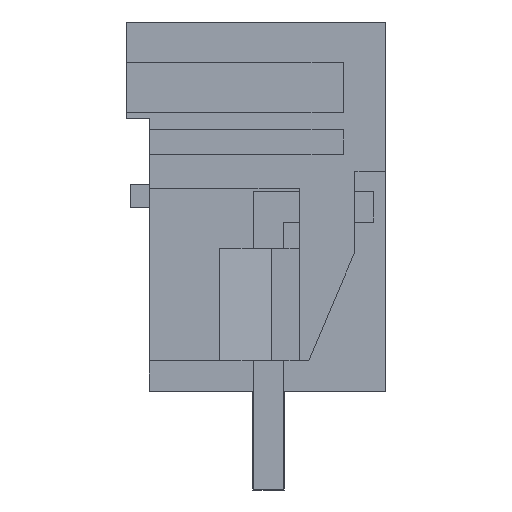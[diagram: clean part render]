
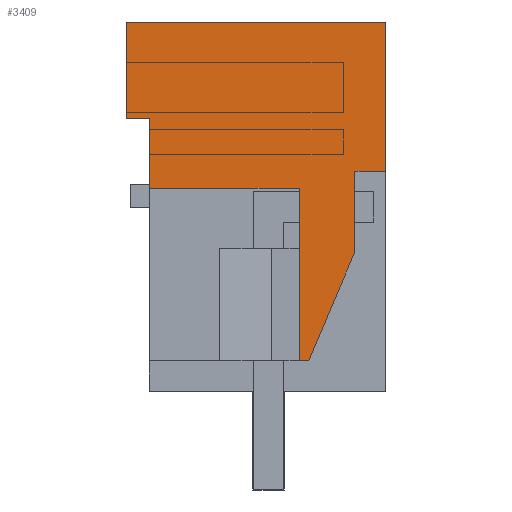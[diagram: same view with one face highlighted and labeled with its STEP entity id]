
A CAD part, left-side view. The second image highlights one B-rep face of the part: STEP entity #3409.
In plain terms, the highlighted planar face has unit normal (-1, 0, 0).
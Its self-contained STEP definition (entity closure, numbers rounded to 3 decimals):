
#3342=AXIS2_PLACEMENT_3D('Plane Axis2P3D',#3339,#3340,#3341) ;
#411=CARTESIAN_POINT('Vertex',(0.,7.68,9.8)) ;
#414=CARTESIAN_POINT('Line Origine',(0.,7.68,10.94)) ;
#418=CARTESIAN_POINT('Vertex',(0.,7.68,12.08)) ;
#3168=CARTESIAN_POINT('Vertex',(0.,2.501,4.2)) ;
#3171=CARTESIAN_POINT('Line Origine',(0.,2.655,4.2)) ;
#3175=CARTESIAN_POINT('Vertex',(0.,2.81,4.2)) ;
#3323=CARTESIAN_POINT('Vertex',(0.,2.81,9.8)) ;
#3326=CARTESIAN_POINT('Line Origine',(0.,5.245,9.8)) ;
#3339=CARTESIAN_POINT('Axis2P3D Location',(0.,8.43,1.7)) ;
#3344=CARTESIAN_POINT('Line Origine',(0.,1.752,5.968)) ;
#3348=CARTESIAN_POINT('Vertex',(0.,1.003,7.735)) ;
#3351=CARTESIAN_POINT('Line Origine',(0.,1.003,9.041)) ;
#3355=CARTESIAN_POINT('Vertex',(0.,1.003,10.346)) ;
#3358=CARTESIAN_POINT('Line Origine',(0.,0.501,10.346)) ;
#3362=CARTESIAN_POINT('Vertex',(0.,0.,10.346)) ;
#3365=CARTESIAN_POINT('Line Origine',(0.,0.,12.773)) ;
#3369=CARTESIAN_POINT('Vertex',(0.,0.,15.2)) ;
#3372=CARTESIAN_POINT('Line Origine',(0.,4.215,15.2)) ;
#3376=CARTESIAN_POINT('Vertex',(0.,8.43,15.2)) ;
#3379=CARTESIAN_POINT('Line Origine',(0.,8.43,13.64)) ;
#3383=CARTESIAN_POINT('Vertex',(0.,8.43,12.08)) ;
#3386=CARTESIAN_POINT('Line Origine',(0.,8.055,12.08)) ;
#3391=CARTESIAN_POINT('Line Origine',(0.,2.81,7.)) ;
#415=DIRECTION('Vector Direction',(0.,0.,-1.)) ;
#3172=DIRECTION('Vector Direction',(0.,1.,0.)) ;
#3327=DIRECTION('Vector Direction',(0.,1.,0.)) ;
#3340=DIRECTION('Axis2P3D Direction',(-1.,0.,0.)) ;
#3341=DIRECTION('Axis2P3D XDirection',(0.,1.,0.)) ;
#3345=DIRECTION('Vector Direction',(0.,0.39,-0.921)) ;
#3352=DIRECTION('Vector Direction',(0.,0.,-1.)) ;
#3359=DIRECTION('Vector Direction',(0.,1.,0.)) ;
#3366=DIRECTION('Vector Direction',(0.,0.,1.)) ;
#3373=DIRECTION('Vector Direction',(0.,1.,0.)) ;
#3380=DIRECTION('Vector Direction',(0.,0.,-1.)) ;
#3387=DIRECTION('Vector Direction',(0.,-1.,0.)) ;
#3392=DIRECTION('Vector Direction',(0.,0.,1.)) ;
#416=VECTOR('Line Direction',#415,1.) ;
#3173=VECTOR('Line Direction',#3172,1.) ;
#3328=VECTOR('Line Direction',#3327,1.) ;
#3346=VECTOR('Line Direction',#3345,1.) ;
#3353=VECTOR('Line Direction',#3352,1.) ;
#3360=VECTOR('Line Direction',#3359,1.) ;
#3367=VECTOR('Line Direction',#3366,1.) ;
#3374=VECTOR('Line Direction',#3373,1.) ;
#3381=VECTOR('Line Direction',#3380,1.) ;
#3388=VECTOR('Line Direction',#3387,1.) ;
#3393=VECTOR('Line Direction',#3392,1.) ;
#3397=ORIENTED_EDGE('',*,*,#3177,.F.) ;
#3398=ORIENTED_EDGE('',*,*,#3350,.F.) ;
#3399=ORIENTED_EDGE('',*,*,#3357,.F.) ;
#3400=ORIENTED_EDGE('',*,*,#3364,.F.) ;
#3401=ORIENTED_EDGE('',*,*,#3371,.T.) ;
#3402=ORIENTED_EDGE('',*,*,#3378,.T.) ;
#3403=ORIENTED_EDGE('',*,*,#3385,.T.) ;
#3404=ORIENTED_EDGE('',*,*,#3390,.T.) ;
#3405=ORIENTED_EDGE('',*,*,#420,.T.) ;
#3406=ORIENTED_EDGE('',*,*,#3330,.F.) ;
#3407=ORIENTED_EDGE('',*,*,#3395,.F.) ;
#3409=ADVANCED_FACE('HOUSING',(#3408),#3343,.T.) ;
#420=EDGE_CURVE('',#419,#412,#417,.T.) ;
#3177=EDGE_CURVE('',#3169,#3176,#3174,.T.) ;
#3330=EDGE_CURVE('',#3324,#412,#3329,.T.) ;
#3350=EDGE_CURVE('',#3349,#3169,#3347,.T.) ;
#3357=EDGE_CURVE('',#3356,#3349,#3354,.T.) ;
#3364=EDGE_CURVE('',#3363,#3356,#3361,.T.) ;
#3371=EDGE_CURVE('',#3363,#3370,#3368,.T.) ;
#3378=EDGE_CURVE('',#3370,#3377,#3375,.T.) ;
#3385=EDGE_CURVE('',#3377,#3384,#3382,.T.) ;
#3390=EDGE_CURVE('',#3384,#419,#3389,.T.) ;
#3395=EDGE_CURVE('',#3176,#3324,#3394,.T.) ;
#3396=EDGE_LOOP('',(#3397,#3398,#3399,#3400,#3401,#3402,#3403,#3404,#3405,#3406,#3407)) ;
#3408=FACE_OUTER_BOUND('',#3396,.T.) ;
#417=LINE('Line',#414,#416) ;
#3174=LINE('Line',#3171,#3173) ;
#3329=LINE('Line',#3326,#3328) ;
#3347=LINE('Line',#3344,#3346) ;
#3354=LINE('Line',#3351,#3353) ;
#3361=LINE('Line',#3358,#3360) ;
#3368=LINE('Line',#3365,#3367) ;
#3375=LINE('Line',#3372,#3374) ;
#3382=LINE('Line',#3379,#3381) ;
#3389=LINE('Line',#3386,#3388) ;
#3394=LINE('Line',#3391,#3393) ;
#3343=PLANE('',#3342) ;
#412=VERTEX_POINT('',#411) ;
#419=VERTEX_POINT('',#418) ;
#3169=VERTEX_POINT('',#3168) ;
#3176=VERTEX_POINT('',#3175) ;
#3324=VERTEX_POINT('',#3323) ;
#3349=VERTEX_POINT('',#3348) ;
#3356=VERTEX_POINT('',#3355) ;
#3363=VERTEX_POINT('',#3362) ;
#3370=VERTEX_POINT('',#3369) ;
#3377=VERTEX_POINT('',#3376) ;
#3384=VERTEX_POINT('',#3383) ;
